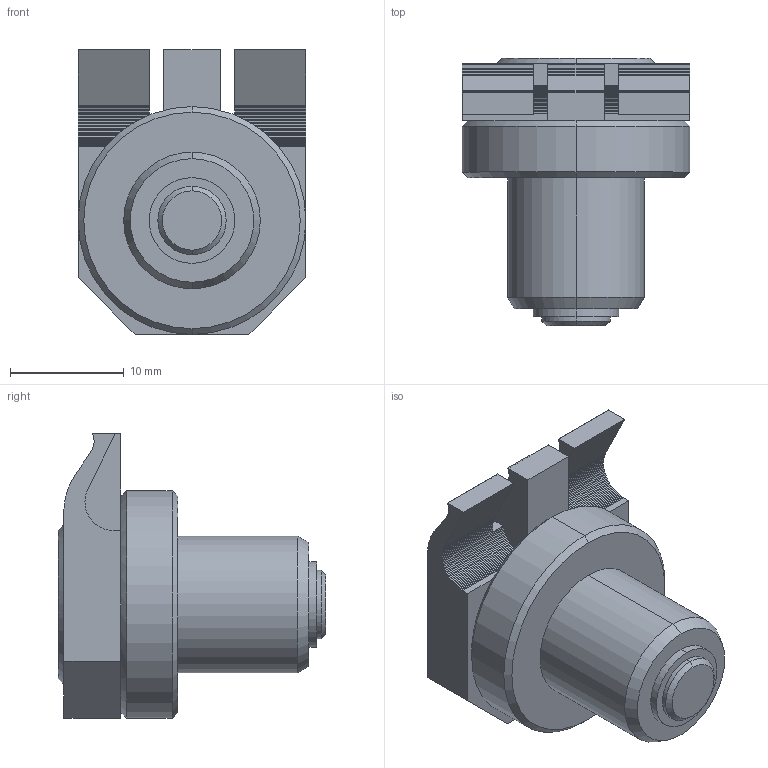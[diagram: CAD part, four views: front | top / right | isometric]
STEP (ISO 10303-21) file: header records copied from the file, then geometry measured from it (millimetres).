
FILE_DESCRIPTION (( 'STEP AP214' ), '1' );
FILE_NAME ('25215.STEP', '2016-07-28T15:41:15', ( 'Mike W' ), ( '' ), 'SwSTEP 2.0', 'SolidWorks 2016', '' );
FILE_SCHEMA (( 'AUTOMOTIVE_DESIGN' ));
Length unit declared in the file: inch
Products named in the file (1): 25215
Bounding box: 20 x 23.5 x 25 mm (x, y, z)
Volume: 4844.6 mm3; surface area: 3066.3 mm2
Topology: 2 solids, 2 shells, 297 faces, 848 edges, 560 vertices
Faces by surface type: plane 272, cylinder 15, cone 10
Entity records: 10711 total; most frequent: CARTESIAN_POINT 1706, ORIENTED_EDGE 1696, DIRECTION 1489, EDGE_CURVE 848, VECTOR 803, LINE 803, VERTEX_POINT 560, AXIS2_PLACEMENT_3D 343
